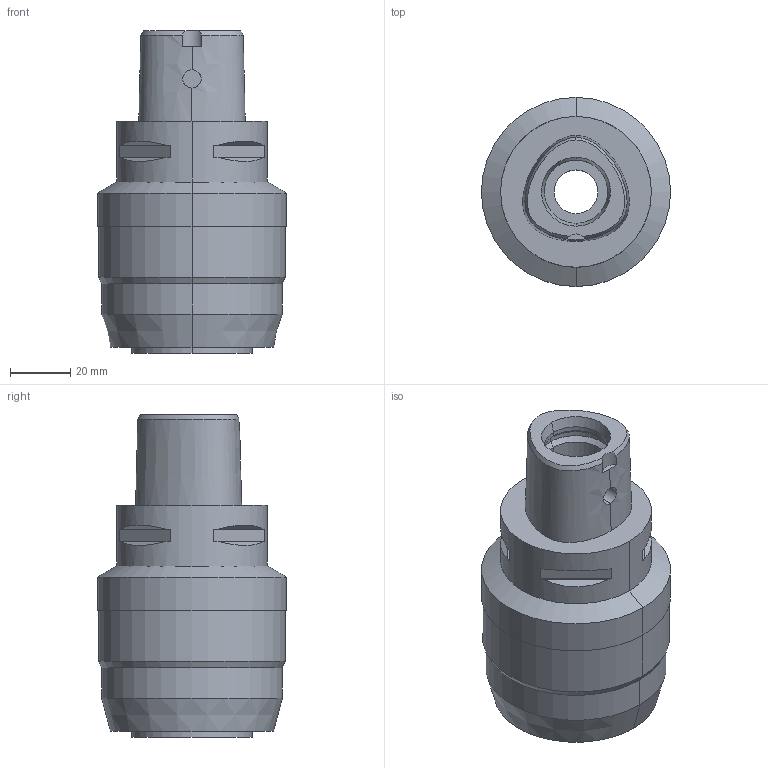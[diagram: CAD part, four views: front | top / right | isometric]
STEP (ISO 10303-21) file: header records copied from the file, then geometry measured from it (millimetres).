
FILE_DESCRIPTION((''),'2;1');
FILE_NAME('C5-MEGA25DS-75A','2019-01-10T',('ykawabe'),(''),'CREO PARAMETRIC BY PTC INC, 2016380','CREO PARAMETRIC BY PTC INC, 2016380','');
FILE_SCHEMA(('AUTOMOTIVE_DESIGN { 1 0 10303 214 1 1 1 1 }'));
Length unit declared in the file: millimetre
Products named in the file (1): C5-MEGA25DS-75A
Bounding box: 62.7 x 62.7 x 107 mm (x, y, z)
Volume: 180758.7 mm3; surface area: 29743.8 mm2
Topology: 1 solids, 1 shells, 70 faces, 156 edges, 95 vertices
Faces by surface type: plane 29, cylinder 25, cone 10, bspline 4, torus 2
Entity records: 3502 total; most frequent: CARTESIAN_POINT 1321, DIRECTION 338, ORIENTED_EDGE 312, PRESENTATION_STYLE_ASSIGNMENT 161, STYLED_ITEM 161, CURVE_STYLE 160, EDGE_CURVE 156, AXIS2_PLACEMENT_3D 137
